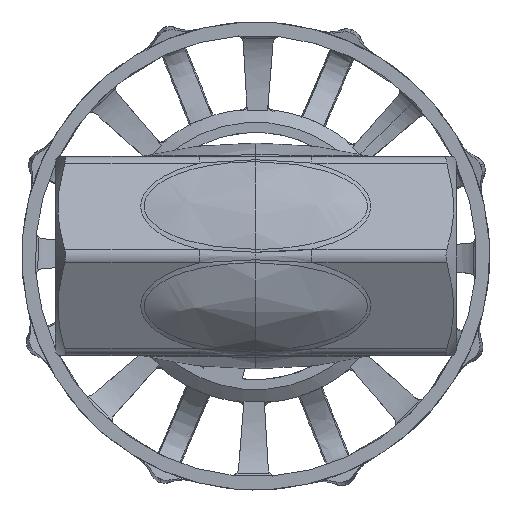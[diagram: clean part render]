
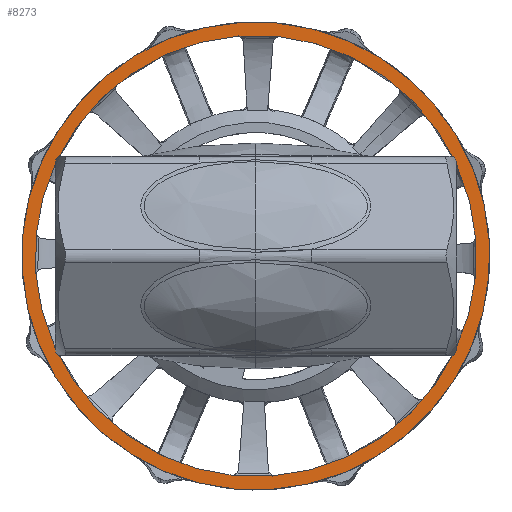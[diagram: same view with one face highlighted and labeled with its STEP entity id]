
A CAD part, front view. The second image highlights one B-rep face of the part: STEP entity #8273.
In plain terms, the highlighted planar face has unit normal (0, -1, 0).
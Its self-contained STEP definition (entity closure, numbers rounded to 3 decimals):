
#998=FACE_BOUND('',#2465,.T.);
#1072=PLANE('',#8892);
#2009=FACE_OUTER_BOUND('',#2464,.T.);
#2464=EDGE_LOOP('',(#6541,#6542,#6543,#6544,#6545,#6546,#6547,#6548));
#2465=EDGE_LOOP('',(#6549));
#2765=CIRCLE('',#8692,33.);
#2819=CIRCLE('',#8861,35.);
#2820=CIRCLE('',#8863,35.);
#2821=CIRCLE('',#8865,35.);
#2822=CIRCLE('',#8867,35.);
#2823=CIRCLE('',#8869,35.);
#2824=CIRCLE('',#8871,35.);
#2825=CIRCLE('',#8873,35.);
#2831=CIRCLE('',#8893,35.);
#3185=VERTEX_POINT('',#13154);
#3443=VERTEX_POINT('',#19835);
#3444=VERTEX_POINT('',#19923);
#3445=VERTEX_POINT('',#20011);
#3446=VERTEX_POINT('',#20099);
#3447=VERTEX_POINT('',#20187);
#3448=VERTEX_POINT('',#20271);
#3449=VERTEX_POINT('',#20359);
#3451=VERTEX_POINT('',#20460);
#4044=EDGE_CURVE('',#3185,#3185,#2765,.T.);
#4507=EDGE_CURVE('',#3451,#3449,#2819,.T.);
#4508=EDGE_CURVE('',#3449,#3448,#2820,.T.);
#4509=EDGE_CURVE('',#3448,#3447,#2821,.T.);
#4510=EDGE_CURVE('',#3447,#3446,#2822,.T.);
#4511=EDGE_CURVE('',#3446,#3445,#2823,.T.);
#4512=EDGE_CURVE('',#3445,#3444,#2824,.T.);
#4513=EDGE_CURVE('',#3444,#3443,#2825,.T.);
#4541=EDGE_CURVE('',#3443,#3451,#2831,.T.);
#6541=ORIENTED_EDGE('',*,*,#4507,.F.);
#6542=ORIENTED_EDGE('',*,*,#4541,.F.);
#6543=ORIENTED_EDGE('',*,*,#4513,.F.);
#6544=ORIENTED_EDGE('',*,*,#4512,.F.);
#6545=ORIENTED_EDGE('',*,*,#4511,.F.);
#6546=ORIENTED_EDGE('',*,*,#4510,.F.);
#6547=ORIENTED_EDGE('',*,*,#4509,.F.);
#6548=ORIENTED_EDGE('',*,*,#4508,.F.);
#6549=ORIENTED_EDGE('',*,*,#4044,.T.);
#8273=ADVANCED_FACE('',(#2009,#998),#1072,.T.);
#8692=AXIS2_PLACEMENT_3D('',#13156,#9424,#9425);
#8861=AXIS2_PLACEMENT_3D('',#20462,#9809,#9810);
#8863=AXIS2_PLACEMENT_3D('',#20464,#9813,#9814);
#8865=AXIS2_PLACEMENT_3D('',#20466,#9817,#9818);
#8867=AXIS2_PLACEMENT_3D('',#20468,#9821,#9822);
#8869=AXIS2_PLACEMENT_3D('',#20470,#9825,#9826);
#8871=AXIS2_PLACEMENT_3D('',#20472,#9829,#9830);
#8873=AXIS2_PLACEMENT_3D('',#20474,#9833,#9834);
#8892=AXIS2_PLACEMENT_3D('',#20769,#9874,#9875);
#8893=AXIS2_PLACEMENT_3D('',#20770,#9876,#9877);
#9424=DIRECTION('center_axis',(0.,1.,0.));
#9425=DIRECTION('ref_axis',(1.,0.,0.));
#9809=DIRECTION('center_axis',(0.,1.,0.));
#9810=DIRECTION('ref_axis',(1.,0.,0.));
#9813=DIRECTION('center_axis',(0.,1.,0.));
#9814=DIRECTION('ref_axis',(1.,0.,0.));
#9817=DIRECTION('center_axis',(0.,1.,0.));
#9818=DIRECTION('ref_axis',(1.,0.,0.));
#9821=DIRECTION('center_axis',(0.,1.,0.));
#9822=DIRECTION('ref_axis',(1.,0.,0.));
#9825=DIRECTION('center_axis',(0.,1.,0.));
#9826=DIRECTION('ref_axis',(1.,0.,0.));
#9829=DIRECTION('center_axis',(0.,1.,0.));
#9830=DIRECTION('ref_axis',(1.,0.,0.));
#9833=DIRECTION('center_axis',(0.,1.,0.));
#9834=DIRECTION('ref_axis',(1.,0.,0.));
#9874=DIRECTION('center_axis',(0.,-1.,0.));
#9875=DIRECTION('ref_axis',(0.,0.,-1.));
#9876=DIRECTION('center_axis',(0.,1.,0.));
#9877=DIRECTION('ref_axis',(1.,0.,0.));
#13154=CARTESIAN_POINT('',(0.,6.,-33.));
#13156=CARTESIAN_POINT('Origin',(0.,6.,0.));
#19835=CARTESIAN_POINT('',(13.394,6.,-32.336));
#19923=CARTESIAN_POINT('',(32.336,6.,-13.394));
#20011=CARTESIAN_POINT('',(32.336,6.,13.394));
#20099=CARTESIAN_POINT('',(13.394,6.,32.336));
#20187=CARTESIAN_POINT('',(-13.394,6.,32.336));
#20271=CARTESIAN_POINT('',(-32.336,6.,13.394));
#20359=CARTESIAN_POINT('',(-32.336,6.,-13.394));
#20460=CARTESIAN_POINT('',(-13.394,6.,-32.336));
#20462=CARTESIAN_POINT('Origin',(0.,6.,0.));
#20464=CARTESIAN_POINT('Origin',(0.,6.,0.));
#20466=CARTESIAN_POINT('Origin',(0.,6.,0.));
#20468=CARTESIAN_POINT('Origin',(0.,6.,0.));
#20470=CARTESIAN_POINT('Origin',(0.,6.,0.));
#20472=CARTESIAN_POINT('Origin',(0.,6.,0.));
#20474=CARTESIAN_POINT('Origin',(0.,6.,0.));
#20769=CARTESIAN_POINT('Origin',(0.,6.,35.));
#20770=CARTESIAN_POINT('Origin',(0.,6.,0.));
